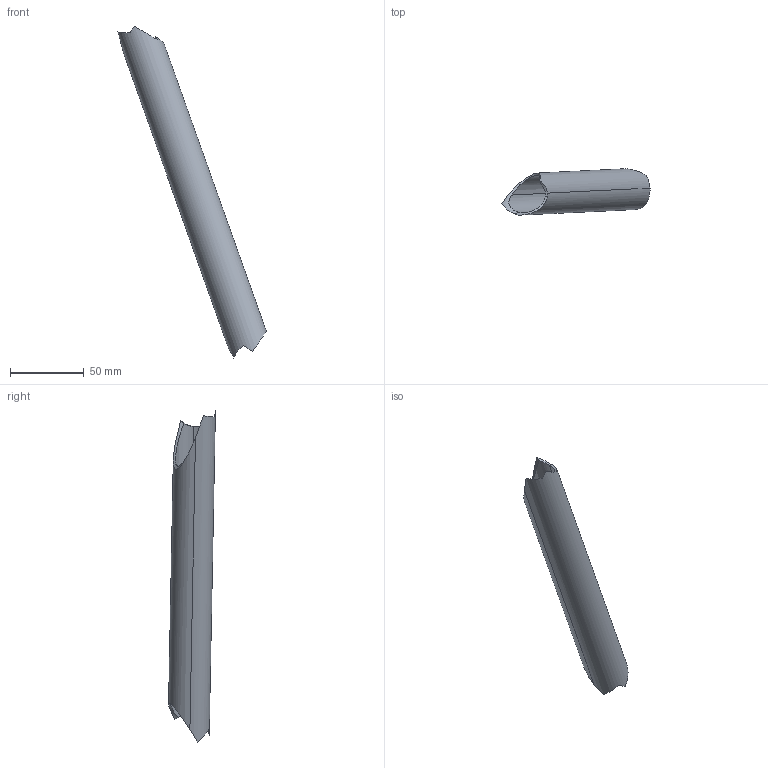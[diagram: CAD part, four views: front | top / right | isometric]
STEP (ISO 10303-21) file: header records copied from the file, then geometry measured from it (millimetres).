
FILE_DESCRIPTION(('CATIA V5 STEP Exchange'),'2;1');
FILE_NAME('Tube_60.stp','2023-03-07T15:59:18+00:00',('none'),('none'),'CATIA Version 5 Release 19 SP 2 (IN-10)','CATIA V5 STEP AP203','none');
FILE_SCHEMA(('CONFIG_CONTROL_DESIGN'));
Length unit declared in the file: millimetre
Products named in the file (1): Shape_377
Bounding box: 100.61 x 31.8 x 225.44 mm (x, y, z)
Volume: 25538.9 mm3; surface area: 34655.6 mm2
Topology: 1 solids, 1 shells, 12 faces, 40 edges, 28 vertices
Faces by surface type: cylinder 12
Entity records: 746 total; most frequent: CARTESIAN_POINT 409, ORIENTED_EDGE 80, EDGE_CURVE 40, DIRECTION 32, B_SPLINE_CURVE_WITH_KNOTS 32, VERTEX_POINT 28, AXIS2_PLACEMENT_3D 13, ADVANCED_FACE 12
